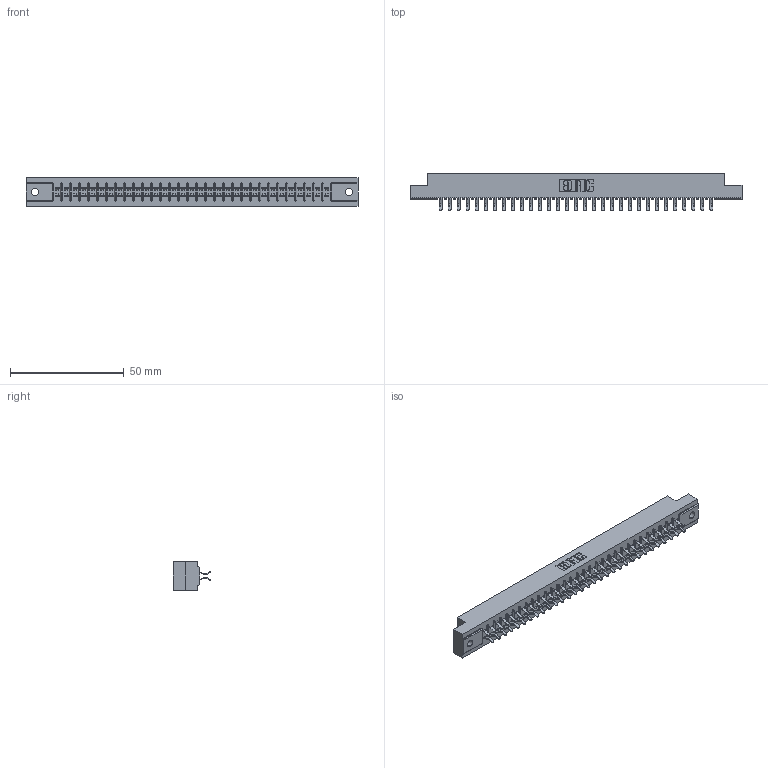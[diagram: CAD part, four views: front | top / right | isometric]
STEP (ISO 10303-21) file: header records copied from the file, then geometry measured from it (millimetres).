
FILE_DESCRIPTION (( 'STEP AP203' ), '1' );
FILE_NAME ('355-062-556-502.STEP', '2019-09-12T14:41:56', ( '' ), ( '' ), 'SwSTEP 2.0', 'SolidWorks 2016', '' );
FILE_SCHEMA (( 'CONFIG_CONTROL_DESIGN' ));
Length unit declared in the file: inch
Products named in the file (3): 355-062-556-502; 305 Part_.128 Dia; 305-290-001_556
Assembly tree (63 placements, depth 2):
  355-062-556-502
    305 Part_.128 Dia
    305-290-001_556  x62
Bounding box: 145.85 x 16.64 x 12.7 mm (x, y, z)
Volume: 14673.8 mm3; surface area: 18853.9 mm2
Topology: 63 solids, 63 shells, 3588 faces, 10329 edges, 6718 vertices
Faces by surface type: plane 1990, cylinder 1474, sphere 124
Entity records: 35128 total; most frequent: CARTESIAN_POINT 5815, ORIENTED_EDGE 5770, DIRECTION 5637, EDGE_CURVE 2885, LINE 2317, VECTOR 2317, VERTEX_POINT 1838, AXIS2_PLACEMENT_3D 1660
